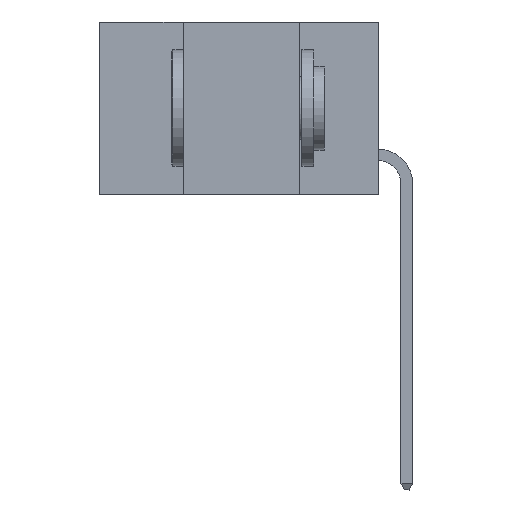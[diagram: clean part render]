
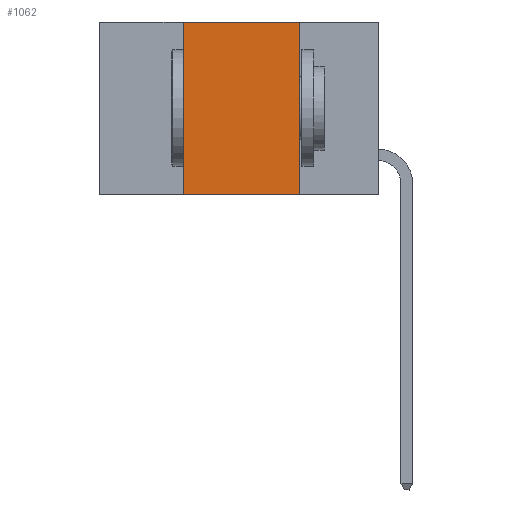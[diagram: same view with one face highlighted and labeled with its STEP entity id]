
A CAD part, left-side view. The second image highlights one B-rep face of the part: STEP entity #1062.
In plain terms, the highlighted planar face has unit normal (-1, 0, 0).
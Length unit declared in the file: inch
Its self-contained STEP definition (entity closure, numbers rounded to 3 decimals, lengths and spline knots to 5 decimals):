
#91 = ORIENTED_EDGE ( 'NONE', *, *, #2360, .F. ) ;
#1062 = ADVANCED_FACE ( 'NONE', ( #8188 ), #5434, .F. ) ;
#1340 = CARTESIAN_POINT ( 'NONE',  ( 0., 0.42, -0.37 ) ) ;
#1410 = VECTOR ( 'NONE', #11199, 39.37008 ) ;
#1480 = VECTOR ( 'NONE', #1843, 39.37008 ) ;
#1743 = ORIENTED_EDGE ( 'NONE', *, *, #3538, .F. ) ;
#1806 = CARTESIAN_POINT ( 'NONE',  ( 0., 0.6, 0. ) ) ;
#1820 = EDGE_CURVE ( 'NONE', #12681, #6003, #9411, .T. ) ;
#1843 = DIRECTION ( 'NONE',  ( 0., -1., 0. ) ) ;
#1926 = CARTESIAN_POINT ( 'NONE',  ( 0., 0.17, 0. ) ) ;
#2360 = EDGE_CURVE ( 'NONE', #13654, #5058, #9575, .T. ) ;
#3006 = DIRECTION ( 'NONE',  ( 0., 0., -1. ) ) ;
#3538 = EDGE_CURVE ( 'NONE', #6003, #13654, #8792, .T. ) ;
#4610 = EDGE_LOOP ( 'NONE', ( #91, #1743, #6671, #8845 ) ) ;
#4945 = LINE ( 'NONE', #7568, #1480 ) ;
#5058 = VERTEX_POINT ( 'NONE', #12129 ) ;
#5434 = PLANE ( 'NONE',  #10884 ) ;
#6003 = VERTEX_POINT ( 'NONE', #9687 ) ;
#6671 = ORIENTED_EDGE ( 'NONE', *, *, #1820, .F. ) ;
#6784 = DIRECTION ( 'NONE',  ( 0., 0., 1. ) ) ;
#7109 = DIRECTION ( 'NONE',  ( 0., 0., -1. ) ) ;
#7568 = CARTESIAN_POINT ( 'NONE',  ( 0., 0.6, -0.37 ) ) ;
#7757 = DIRECTION ( 'NONE',  ( 1., 0., 0. ) ) ;
#8188 = FACE_OUTER_BOUND ( 'NONE', #4610, .T. ) ;
#8792 = LINE ( 'NONE', #1806, #1410 ) ;
#8845 = ORIENTED_EDGE ( 'NONE', *, *, #13261, .T. ) ;
#8925 = CARTESIAN_POINT ( 'NONE',  ( 0., 0.6, 0. ) ) ;
#9411 = LINE ( 'NONE', #10151, #11730 ) ;
#9575 = LINE ( 'NONE', #12716, #11718 ) ;
#9687 = CARTESIAN_POINT ( 'NONE',  ( 0., 0.42, 0. ) ) ;
#10151 = CARTESIAN_POINT ( 'NONE',  ( 0., 0.42, 0. ) ) ;
#10884 = AXIS2_PLACEMENT_3D ( 'NONE', #8925, #7757, #3006 ) ;
#11199 = DIRECTION ( 'NONE',  ( 0., -1., 0. ) ) ;
#11718 = VECTOR ( 'NONE', #7109, 39.37008 ) ;
#11730 = VECTOR ( 'NONE', #6784, 39.37008 ) ;
#12129 = CARTESIAN_POINT ( 'NONE',  ( 0., 0.17, -0.37 ) ) ;
#12681 = VERTEX_POINT ( 'NONE', #1340 ) ;
#12716 = CARTESIAN_POINT ( 'NONE',  ( 0., 0.17, 0. ) ) ;
#13261 = EDGE_CURVE ( 'NONE', #12681, #5058, #4945, .T. ) ;
#13654 = VERTEX_POINT ( 'NONE', #1926 ) ;
